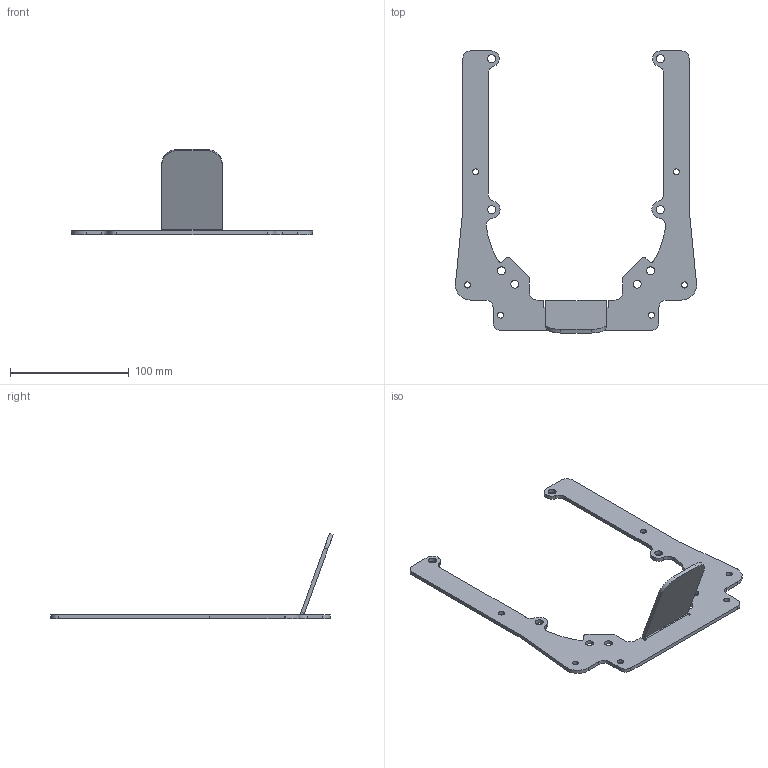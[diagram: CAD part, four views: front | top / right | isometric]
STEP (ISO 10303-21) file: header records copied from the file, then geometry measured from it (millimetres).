
FILE_DESCRIPTION (( 'STEP AP214' ), '1' );
FILE_NAME ('am-5727 Ramp End Bracket.STEP', '2025-05-13T12:27:21', ( '' ), ( '' ), 'SwSTEP 2.0', 'SolidWorks 2024', '' );
FILE_SCHEMA (( 'AUTOMOTIVE_DESIGN' ));
Length unit declared in the file: inch
Products named in the file (1): am-5727 Ramp End Bracket
Bounding box: 203.2 x 237.64 x 71.6 mm (x, y, z)
Volume: 59791.5 mm3; surface area: 43033.7 mm2
Topology: 1 solids, 1 shells, 105 faces, 301 edges, 198 vertices
Faces by surface type: cylinder 69, plane 36
Entity records: 3572 total; most frequent: DIRECTION 651, CARTESIAN_POINT 605, ORIENTED_EDGE 602, EDGE_CURVE 301, AXIS2_PLACEMENT_3D 244, VERTEX_POINT 198, LINE 163, VECTOR 163
